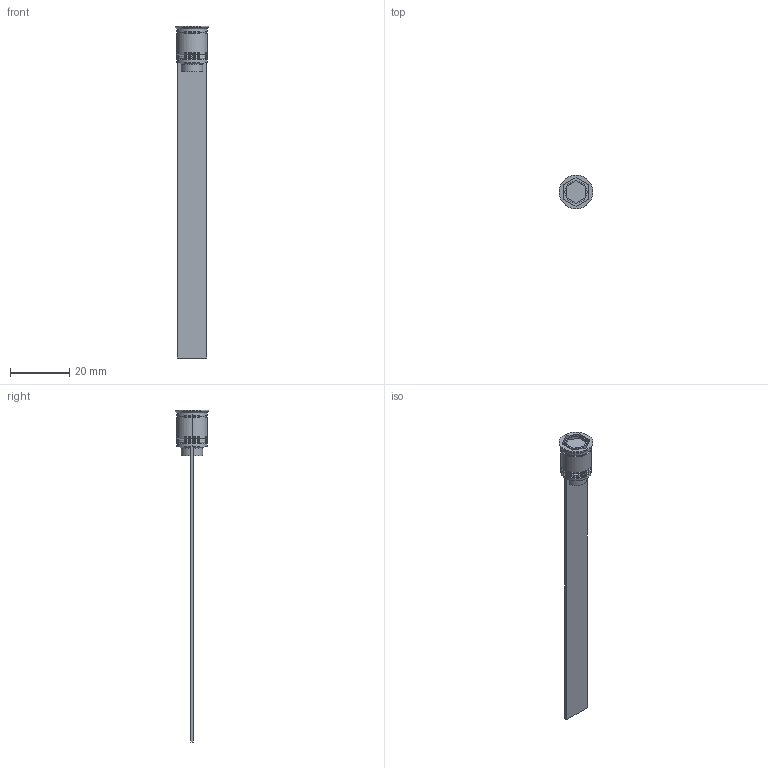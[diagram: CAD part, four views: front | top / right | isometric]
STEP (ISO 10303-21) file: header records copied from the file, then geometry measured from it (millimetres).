
FILE_DESCRIPTION (( 'STEP AP203' ), '1' );
FILE_NAME ('6f16.STEP', '2023-09-24T11:35:26', ( '' ), ( '' ), 'SwSTEP 2.0', 'SolidWorks 2019', '' );
FILE_SCHEMA (( 'CONFIG_CONTROL_DESIGN' ));
Length unit declared in the file: millimetre
Products named in the file (1): 6f16
Bounding box: 11.5 x 11.5 x 112.5 mm (x, y, z)
Volume: 2245 mm3; surface area: 3309.9 mm2
Topology: 3 solids, 3 shells, 85 faces, 177 edges, 110 vertices
Faces by surface type: plane 36, cylinder 27, torus 12, cone 10
Entity records: 2340 total; most frequent: DIRECTION 429, CARTESIAN_POINT 385, ORIENTED_EDGE 354, EDGE_CURVE 177, AXIS2_PLACEMENT_3D 170, VERTEX_POINT 110, EDGE_LOOP 97, VECTOR 89
